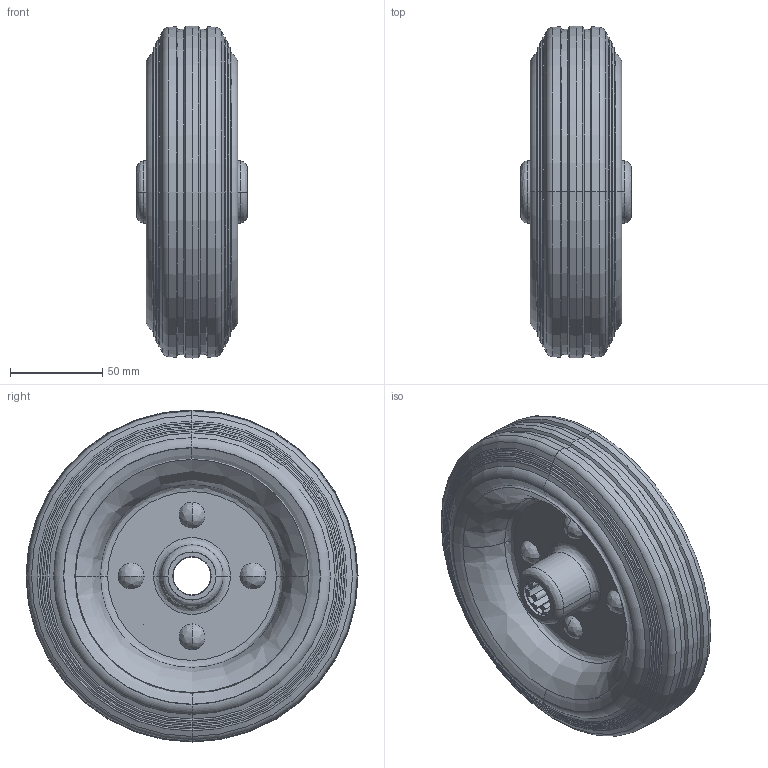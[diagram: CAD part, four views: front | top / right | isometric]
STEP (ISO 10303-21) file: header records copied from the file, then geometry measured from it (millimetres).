
FILE_DESCRIPTION (( 'STEP AP214' ), '1' );
FILE_NAME ('0033481.step', '2022-05-12T07:46:26', ( '' ), ( '' ), 'SwSTEP 2.0', 'SolidWorks 2020', '' );
FILE_SCHEMA (( 'AUTOMOTIVE_DESIGN' ));
Length unit declared in the file: millimetre
Products named in the file (1): 0033481
Bounding box: 60 x 180 x 180 mm (x, y, z)
Surface area: 122959.9 mm2 (no closed solid volume)
Topology: 0 solids, 154 shells, 239 faces, 968 edges, 882 vertices
Faces by surface type: plane 78, cylinder 51, cone 46, bspline 36, torus 28
Entity records: 18244 total; most frequent: CARTESIAN_POINT 9091, DIRECTION 1433, ORIENTED_EDGE 1128, EDGE_CURVE 968, VERTEX_POINT 884, AXIS2_PLACEMENT_3D 532, LINE 369, VECTOR 369
